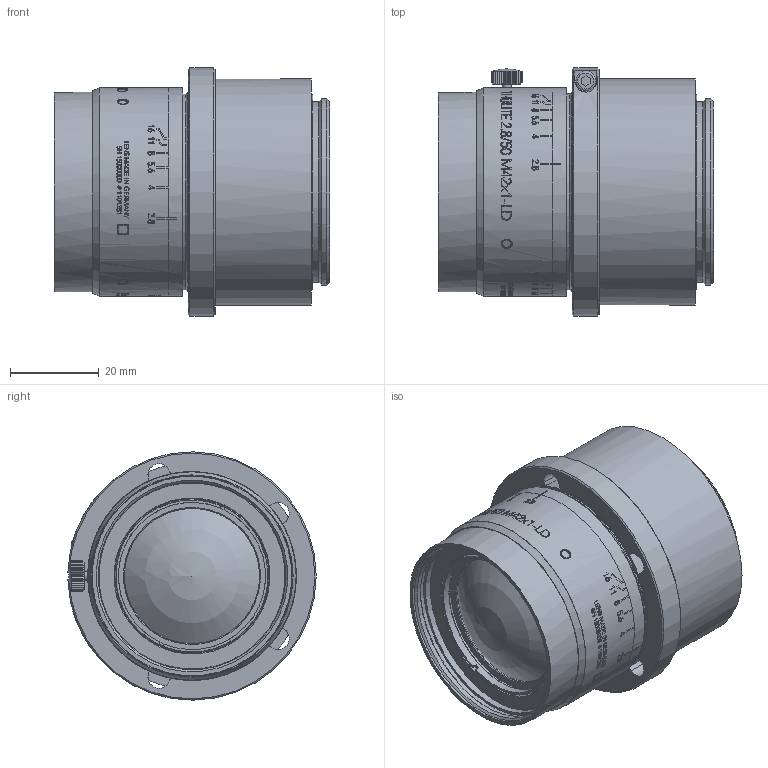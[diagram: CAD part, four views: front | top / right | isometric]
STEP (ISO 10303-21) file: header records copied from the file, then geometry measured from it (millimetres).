
FILE_DESCRIPTION(/* description */ (''),/* implementation_level */ '2;1');
FILE_NAME(/* name */ '1101281_00167162_001.stp',/* time_stamp */ '2022-01-19T09:18:21+01:00',/* author */ (''),/* organization */ (''),/* preprocessor_version */ 'ST-DEVELOPER v16',/* originating_system */ 'SIEMENS PLM Software NX 10.0',/* authorisation */ '');
FILE_SCHEMA (('AP203_CONFIGURATION_CONTROLLED_3D_DESIGN_OF_MECHANICAL_PARTS_AND_ASSEMBLIES_MIM_LF { 1 0 10303 403 2 1 2}'));
Length unit declared in the file: millimetre
Products named in the file (1): Guge4F909336y1xs
Bounding box: 62.01 x 55.99 x 55.99 mm (x, y, z)
Volume: 102313.3 mm3; surface area: 22587.4 mm2
Topology: 1 solids, 2 shells, 401 faces, 1546 edges, 1315 vertices
Faces by surface type: cylinder 232, plane 138, cone 26, sphere 3, torus 2
Full cylindrical faces by diameter (mm): 2 x1, 2.05 x4, 2.5 x1, 2.8 x1, 4.5 x1, 30.5 x1, 33.2 x1, 34 x1, 34.1 x1, 34.3 x1, 35 x1, 35.2 x1, 36.2 x1, 37 x1, 37.3 x1, 38.2 x1, 39.4 x1, 39.6 x1, 40.8 x1, 42 x2, 42.3 x1, 43.2 x2, 44.3 x1, 45 x2, 45.3 x1, 46.197 x1, 47 x1, 47.04 x2, 51 x1
Entity records: 19559 total; most frequent: CARTESIAN_POINT 8156, ORIENTED_EDGE 2897, EDGE_CURVE 1451, DIRECTION 1366, VERTEX_POINT 1282, B_SPLINE_CURVE_WITH_KNOTS 1031, EDGE_LOOP 653, AXIS2_PLACEMENT_3D 582
